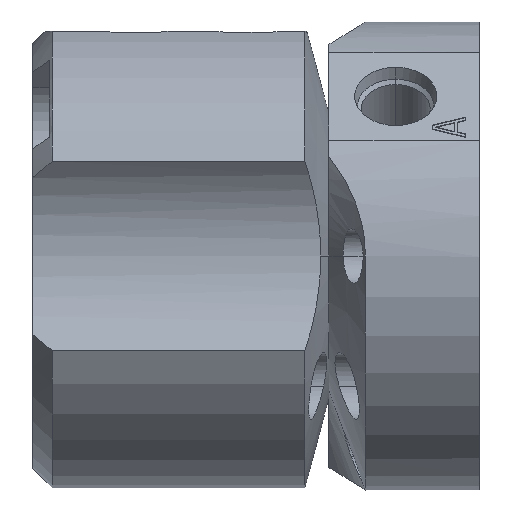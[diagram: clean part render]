
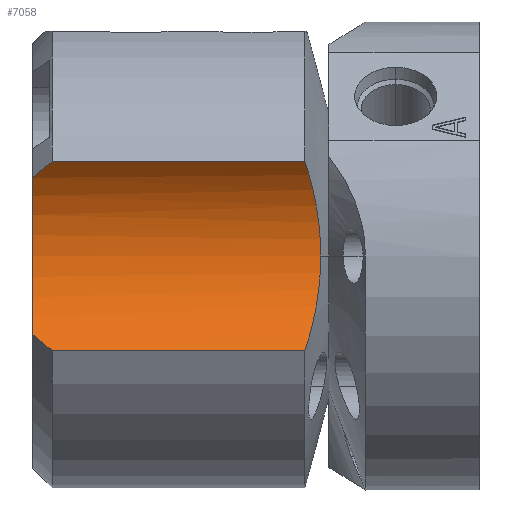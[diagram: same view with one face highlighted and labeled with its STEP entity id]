
A CAD part, left-side view. The second image highlights one B-rep face of the part: STEP entity #7058.
In plain terms, the highlighted cylindrical face has radius 25.4 mm (diameter 50.8 mm), a partial arc.
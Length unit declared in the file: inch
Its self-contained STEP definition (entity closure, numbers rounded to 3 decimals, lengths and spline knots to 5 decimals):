
#207=CARTESIAN_POINT('',(-1.29,0.06089,0.));
#208=CARTESIAN_POINT('',(-1.29,0.06089,0.05008));
#209=CARTESIAN_POINT('',(-1.29757,0.06452,
0.15109));
#210=CARTESIAN_POINT('',(-1.33213,0.08056,
0.30088));
#211=CARTESIAN_POINT('',(-1.39093,0.1063,
0.44745));
#212=CARTESIAN_POINT('',(-1.4743,0.14005,
0.58606));
#213=CARTESIAN_POINT('',(-1.54499,0.16625,
0.66931));
#214=CARTESIAN_POINT('',(-1.58391,0.18,0.70813));
#462=DIRECTION('',(0.,-1.,0.));
#463=VECTOR('',#462,1.89);
#464=CARTESIAN_POINT('',(-1.58391,2.07,-0.70813));
#465=LINE('',#464,#463);
#537=DIRECTION('',(0.,-1.,0.));
#538=VECTOR('',#537,1.89);
#539=CARTESIAN_POINT('',(-1.58391,2.07,0.70813));
#540=LINE('',#539,#538);
#789=CARTESIAN_POINT('',(-1.58391,2.07,-0.70813));
#790=CARTESIAN_POINT('',(-1.57058,2.0876,
-0.69483));
#791=CARTESIAN_POINT('',(-1.54505,2.12184,
-0.66787));
#792=CARTESIAN_POINT('',(-1.51,2.17025,
-0.62653));
#793=CARTESIAN_POINT('',(-1.48876,2.20044,
-0.59859));
#794=CARTESIAN_POINT('',(-1.47865,2.215,-0.58456));
#818=CARTESIAN_POINT('',(-1.47865,2.215,0.58456));
#819=CARTESIAN_POINT('',(-1.48877,2.20042,0.59861));
#820=CARTESIAN_POINT('',(-1.51003,2.17021,0.62657));
#821=CARTESIAN_POINT('',(-1.54501,2.12189,0.66782));
#822=CARTESIAN_POINT('',(-1.57056,2.08762,0.69481));
#823=CARTESIAN_POINT('',(-1.58391,2.07,0.70813));
#1378=CARTESIAN_POINT('',(-1.58391,0.18,-0.70813));
#1379=CARTESIAN_POINT('',(-1.54505,0.16627,
-0.66938));
#1380=CARTESIAN_POINT('',(-1.47442,0.14009,
-0.58622));
#1381=CARTESIAN_POINT('',(-1.39092,0.10629,
-0.44745));
#1382=CARTESIAN_POINT('',(-1.33205,0.08052,
-0.30066));
#1383=CARTESIAN_POINT('',(-1.29752,0.06449,
-0.15075));
#1384=CARTESIAN_POINT('',(-1.29,0.06089,-0.04993));
#1385=CARTESIAN_POINT('',(-1.29,0.06089,0.));
#1450=CARTESIAN_POINT('',(-2.29,2.215,0.));
#1451=DIRECTION('',(0.,-1.,0.));
#1452=DIRECTION('',(0.811,0.,-0.585));
#1453=AXIS2_PLACEMENT_3D('',#1450,#1451,#1452);
#4854=VERTEX_POINT('',#207);
#4855=VERTEX_POINT('',#214);
#4858=VERTEX_POINT('',#1378);
#4921=CARTESIAN_POINT('',(-1.58391,2.07,0.70813));
#4923=VERTEX_POINT('',#4921);
#4929=CARTESIAN_POINT('',(-1.47865,2.215,0.58456));
#4931=VERTEX_POINT('',#4929);
#4941=VERTEX_POINT('',#789);
#4942=VERTEX_POINT('',#794);
#7044=CARTESIAN_POINT('',(-2.29,0.,0.));
#7045=DIRECTION('',(0.,-1.,0.));
#7046=DIRECTION('',(1.,0.,0.));
#7047=AXIS2_PLACEMENT_3D('',#7044,#7045,#7046);
#7048=CYLINDRICAL_SURFACE('',#7047,1.);
#7049=ORIENTED_EDGE('',*,*,#6371,.T.);
#7050=ORIENTED_EDGE('',*,*,#6436,.T.);
#7051=ORIENTED_EDGE('',*,*,#6396,.T.);
#7052=ORIENTED_EDGE('',*,*,#6289,.T.);
#7053=ORIENTED_EDGE('',*,*,#5832,.F.);
#7054=ORIENTED_EDGE('',*,*,#7024,.F.);
#7055=ORIENTED_EDGE('',*,*,#6173,.F.);
#7056=EDGE_LOOP('',(#7049,#7050,#7051,#7052,#7053,#7054,#7055));
#7057=FACE_OUTER_BOUND('',#7056,.F.);
#215=B_SPLINE_CURVE_WITH_KNOTS('',3,(#207,#208,#209,#210,#211,#212,#213,#214),
.UNSPECIFIED.,.F.,.F.,(4,1,1,1,1,4),(0.,0.2,0.4,0.6,0.8,1.),
.UNSPECIFIED.);
#795=B_SPLINE_CURVE_WITH_KNOTS('',3,(#789,#790,#791,#792,#793,#794),
.UNSPECIFIED.,.F.,.F.,(4,1,1,4),(0.,0.33333,0.66667,1.),
.UNSPECIFIED.);
#824=B_SPLINE_CURVE_WITH_KNOTS('',3,(#818,#819,#820,#821,#822,#823),
.UNSPECIFIED.,.F.,.F.,(4,1,1,4),(0.,0.33333,0.66667,1.),
.UNSPECIFIED.);
#1386=B_SPLINE_CURVE_WITH_KNOTS('',3,(#1378,#1379,#1380,#1381,#1382,#1383,#1384,
#1385),.UNSPECIFIED.,.F.,.F.,(4,1,1,1,1,4),(0.,0.2,0.4,0.6,0.8,1.),
.UNSPECIFIED.);
#1454=CIRCLE('',#1453,1.);
#5832=EDGE_CURVE('',#4854,#4855,#215,.T.);
#6173=EDGE_CURVE('',#4941,#4858,#465,.T.);
#6289=EDGE_CURVE('',#4923,#4855,#540,.T.);
#6371=EDGE_CURVE('',#4941,#4942,#795,.T.);
#6396=EDGE_CURVE('',#4931,#4923,#824,.T.);
#6436=EDGE_CURVE('',#4942,#4931,#1454,.T.);
#7024=EDGE_CURVE('',#4858,#4854,#1386,.T.);
#7058=ADVANCED_FACE('',(#7057),#7048,.F.);
